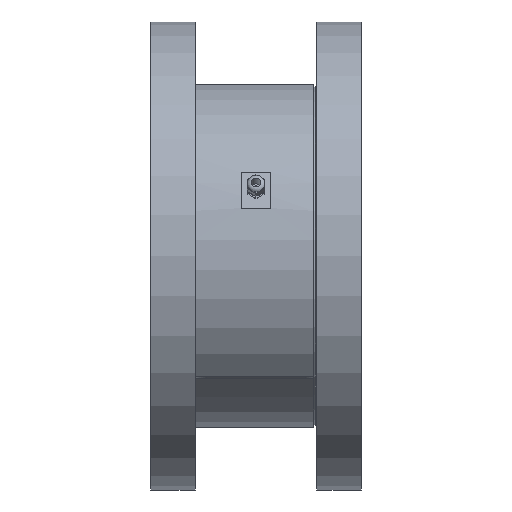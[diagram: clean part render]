
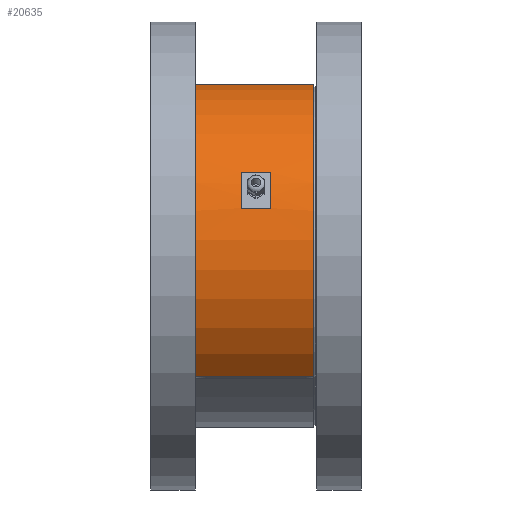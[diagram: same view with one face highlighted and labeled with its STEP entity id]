
A CAD part, top view. The second image highlights one B-rep face of the part: STEP entity #20635.
In plain terms, the highlighted cylindrical face has radius 147 mm (diameter 294 mm), a partial arc.
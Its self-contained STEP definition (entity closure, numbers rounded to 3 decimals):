
#191 = LINE ( 'NONE', #14302, #5731 ) ;
#528 = EDGE_LOOP ( 'NONE', ( #14854, #28533, #21858, #26430 ) ) ;
#1205 = EDGE_CURVE ( 'NONE', #12198, #28981, #18231, .T. ) ;
#1206 = CARTESIAN_POINT ( 'NONE',  ( -50.612, 104.012, -103.986 ) ) ;
#1308 = VERTEX_POINT ( 'NONE', #23741 ) ;
#2483 = EDGE_CURVE ( 'NONE', #20963, #22512, #191, .T. ) ;
#3021 = VERTEX_POINT ( 'NONE', #27530 ) ;
#3068 = CIRCLE ( 'NONE', #20243, 147. ) ;
#3812 = CYLINDRICAL_SURFACE ( 'NONE', #20665, 147. ) ;
#4124 = FACE_OUTER_BOUND ( 'NONE', #528, .T. ) ;
#4235 = CARTESIAN_POINT ( 'NONE',  ( 13.888, 70.466, 127.909 ) ) ;
#4475 = VECTOR ( 'NONE', #27376, 1000. ) ;
#4766 = CARTESIAN_POINT ( 'NONE',  ( -11.112, 70.466, 127.909 ) ) ;
#4875 = DIRECTION ( 'NONE',  ( 1., 0., 0. ) ) ;
#5449 = CARTESIAN_POINT ( 'NONE',  ( 51.888, -103.873, 103.899 ) ) ;
#5731 = VECTOR ( 'NONE', #16768, 1000. ) ;
#5897 = CARTESIAN_POINT ( 'NONE',  ( 51.888, 104.012, -103.986 ) ) ;
#6420 = AXIS2_PLACEMENT_3D ( 'NONE', #17901, #8677, #22521 ) ;
#6840 = ORIENTED_EDGE ( 'NONE', *, *, #9306, .F. ) ;
#6854 = EDGE_LOOP ( 'NONE', ( #17028, #28304, #28231, #6840 ) ) ;
#6896 = CIRCLE ( 'NONE', #6420, 147. ) ;
#8154 = DIRECTION ( 'NONE',  ( 0., 0.707, -0.707 ) ) ;
#8677 = DIRECTION ( 'NONE',  ( 1., 0., 0. ) ) ;
#8717 = DIRECTION ( 'NONE',  ( -1., 0., 0. ) ) ;
#9306 = EDGE_CURVE ( 'NONE', #22512, #12198, #3068, .T. ) ;
#9329 = DIRECTION ( 'NONE',  ( 0., 0.707, -0.707 ) ) ;
#10683 = AXIS2_PLACEMENT_3D ( 'NONE', #16541, #4875, #9329 ) ;
#10816 = EDGE_CURVE ( 'NONE', #3021, #1308, #30050, .T. ) ;
#11443 = AXIS2_PLACEMENT_3D ( 'NONE', #27180, #30087, #13364 ) ;
#12198 = VERTEX_POINT ( 'NONE', #29086 ) ;
#13364 = DIRECTION ( 'NONE',  ( 0., -0.707, 0.707 ) ) ;
#14302 = CARTESIAN_POINT ( 'NONE',  ( 51.888, 70.466, 127.909 ) ) ;
#14854 = ORIENTED_EDGE ( 'NONE', *, *, #28457, .T. ) ;
#15256 = LINE ( 'NONE', #5897, #4475 ) ;
#15326 = CARTESIAN_POINT ( 'NONE',  ( 51.888, -0.638, -0.75 ) ) ;
#15939 = DIRECTION ( 'NONE',  ( 0., -0.707, 0.707 ) ) ;
#16541 = CARTESIAN_POINT ( 'NONE',  ( 13.888, -0.638, -0.75 ) ) ;
#16768 = DIRECTION ( 'NONE',  ( -1., 0., 0. ) ) ;
#17028 = ORIENTED_EDGE ( 'NONE', *, *, #2483, .F. ) ;
#17511 = VERTEX_POINT ( 'NONE', #24477 ) ;
#17901 = CARTESIAN_POINT ( 'NONE',  ( -50.612, -0.638, -0.75 ) ) ;
#18078 = CARTESIAN_POINT ( 'NONE',  ( 51.888, 40.061, 140.503 ) ) ;
#18231 = LINE ( 'NONE', #18078, #28254 ) ;
#18539 = VECTOR ( 'NONE', #19572, 1000. ) ;
#19572 = DIRECTION ( 'NONE',  ( 1., 0., 0. ) ) ;
#20243 = AXIS2_PLACEMENT_3D ( 'NONE', #29038, #29184, #8154 ) ;
#20635 = ADVANCED_FACE ( 'NONE', ( #22403, #4124 ), #3812, .T. ) ;
#20665 = AXIS2_PLACEMENT_3D ( 'NONE', #15326, #8717, #15939 ) ;
#20948 = EDGE_CURVE ( 'NONE', #29582, #17511, #6896, .T. ) ;
#20963 = VERTEX_POINT ( 'NONE', #4235 ) ;
#21858 = ORIENTED_EDGE ( 'NONE', *, *, #22147, .T. ) ;
#22147 = EDGE_CURVE ( 'NONE', #1308, #29582, #15256, .T. ) ;
#22403 = FACE_BOUND ( 'NONE', #6854, .T. ) ;
#22512 = VERTEX_POINT ( 'NONE', #4766 ) ;
#22521 = DIRECTION ( 'NONE',  ( 0., 0.707, -0.707 ) ) ;
#23741 = CARTESIAN_POINT ( 'NONE',  ( 50.388, 104.012, -103.986 ) ) ;
#24414 = CIRCLE ( 'NONE', #10683, 147. ) ;
#24477 = CARTESIAN_POINT ( 'NONE',  ( -50.612, -103.873, 103.899 ) ) ;
#26430 = ORIENTED_EDGE ( 'NONE', *, *, #20948, .T. ) ;
#26460 = LINE ( 'NONE', #5449, #18539 ) ;
#26974 = DIRECTION ( 'NONE',  ( 1., 0., 0. ) ) ;
#27180 = CARTESIAN_POINT ( 'NONE',  ( 50.388, -0.638, -0.75 ) ) ;
#27376 = DIRECTION ( 'NONE',  ( -1., 0., 0. ) ) ;
#27530 = CARTESIAN_POINT ( 'NONE',  ( 50.388, -103.873, 103.899 ) ) ;
#27686 = EDGE_CURVE ( 'NONE', #20963, #28981, #24414, .T. ) ;
#28041 = CARTESIAN_POINT ( 'NONE',  ( 13.888, 40.061, 140.503 ) ) ;
#28231 = ORIENTED_EDGE ( 'NONE', *, *, #1205, .F. ) ;
#28254 = VECTOR ( 'NONE', #26974, 1000. ) ;
#28304 = ORIENTED_EDGE ( 'NONE', *, *, #27686, .T. ) ;
#28457 = EDGE_CURVE ( 'NONE', #17511, #3021, #26460, .T. ) ;
#28533 = ORIENTED_EDGE ( 'NONE', *, *, #10816, .T. ) ;
#28981 = VERTEX_POINT ( 'NONE', #28041 ) ;
#29038 = CARTESIAN_POINT ( 'NONE',  ( -11.112, -0.638, -0.75 ) ) ;
#29086 = CARTESIAN_POINT ( 'NONE',  ( -11.112, 40.061, 140.503 ) ) ;
#29184 = DIRECTION ( 'NONE',  ( 1., 0., 0. ) ) ;
#29582 = VERTEX_POINT ( 'NONE', #1206 ) ;
#30050 = CIRCLE ( 'NONE', #11443, 147. ) ;
#30087 = DIRECTION ( 'NONE',  ( -1., 0., 0. ) ) ;
